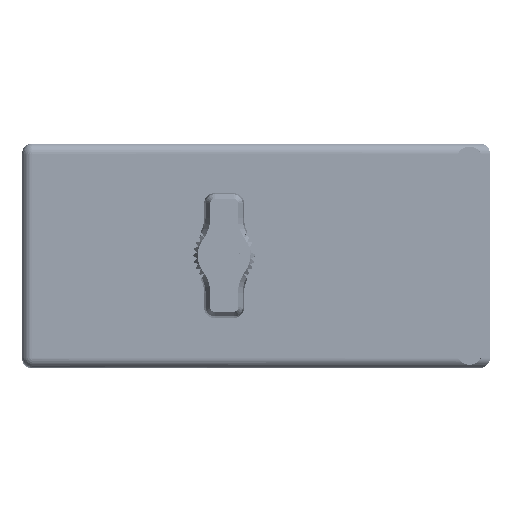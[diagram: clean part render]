
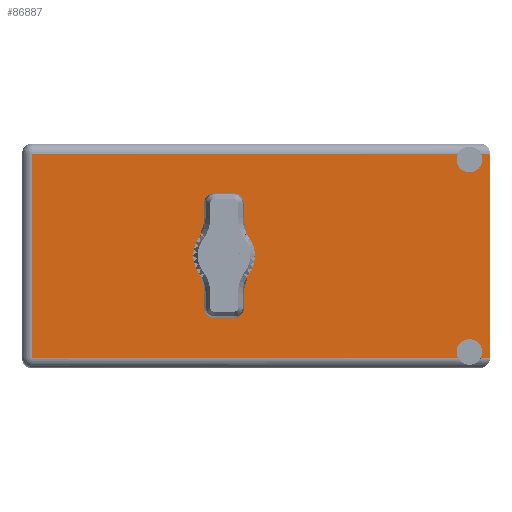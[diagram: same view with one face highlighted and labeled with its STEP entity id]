
A CAD part, top view. The second image highlights one B-rep face of the part: STEP entity #86887.
In plain terms, the highlighted face is planar.
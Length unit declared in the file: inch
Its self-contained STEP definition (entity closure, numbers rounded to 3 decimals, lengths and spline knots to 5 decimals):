
#414 = CARTESIAN_POINT ( 'NONE',  ( 1.8125, 1.93, 0.695 ) ) ;
#2106 = ORIENTED_EDGE ( 'NONE', *, *, #109322, .F. ) ;
#5762 = AXIS2_PLACEMENT_3D ( 'NONE', #39064, #21834, #111708 ) ;
#6113 = VERTEX_POINT ( 'NONE', #61106 ) ;
#8783 = CARTESIAN_POINT ( 'NONE',  ( 1.59417, 1.93, -0.695 ) ) ;
#8794 = VECTOR ( 'NONE', #17831, 39.37008 ) ;
#9996 = ORIENTED_EDGE ( 'NONE', *, *, #88452, .T. ) ;
#10050 = DIRECTION ( 'NONE',  ( 0., 0., 1. ) ) ;
#10211 = DIRECTION ( 'NONE',  ( 1., 0., 0. ) ) ;
#10480 = FACE_OUTER_BOUND ( 'NONE', #17713, .T. ) ;
#10980 = CIRCLE ( 'NONE', #92906, 0.17 ) ;
#11312 = DIRECTION ( 'NONE',  ( 0., 1., 0. ) ) ;
#12162 = CARTESIAN_POINT ( 'NONE',  ( 1.6725, 1.93, -0.656 ) ) ;
#15237 = VERTEX_POINT ( 'NONE', #30110 ) ;
#16113 = EDGE_CURVE ( 'NONE', #72345, #15237, #81000, .T. ) ;
#16243 = VERTEX_POINT ( 'NONE', #8783 ) ;
#16889 = CARTESIAN_POINT ( 'NONE',  ( -1.3075, 1.93, -0.765 ) ) ;
#16978 = DIRECTION ( 'NONE',  ( 0., 1., 0. ) ) ;
#17713 = EDGE_LOOP ( 'NONE', ( #9996, #2106, #105095, #97068, #23580, #54469, #83922, #103390, #102851, #47863 ) ) ;
#17831 = DIRECTION ( 'NONE',  ( 1., 0., 0. ) ) ;
#18610 = VECTOR ( 'NONE', #52392, 39.37008 ) ;
#20906 = ORIENTED_EDGE ( 'NONE', *, *, #81843, .F. ) ;
#21834 = DIRECTION ( 'NONE',  ( 0., 1., 0. ) ) ;
#22169 = DIRECTION ( 'NONE',  ( 0., 0., 1. ) ) ;
#23000 = CARTESIAN_POINT ( 'NONE',  ( -1.3075, 1.93, -0.695 ) ) ;
#23520 = CARTESIAN_POINT ( 'NONE',  ( 0., 1.93, 0.17 ) ) ;
#23580 = ORIENTED_EDGE ( 'NONE', *, *, #26442, .F. ) ;
#24054 = VERTEX_POINT ( 'NONE', #23520 ) ;
#26266 = DIRECTION ( 'NONE',  ( 0., 1., 0. ) ) ;
#26442 = EDGE_CURVE ( 'NONE', #92157, #99391, #41377, .T. ) ;
#26662 = DIRECTION ( 'NONE',  ( 0., 0., 1. ) ) ;
#27169 = CARTESIAN_POINT ( 'NONE',  ( 1.8125, 1.93, 0.695 ) ) ;
#28085 = CARTESIAN_POINT ( 'NONE',  ( 1.8125, 1.93, 0.695 ) ) ;
#28444 = EDGE_CURVE ( 'NONE', #72345, #99391, #64681, .T. ) ;
#30110 = CARTESIAN_POINT ( 'NONE',  ( 1.6725, 1.93, 0.5685 ) ) ;
#30476 = VERTEX_POINT ( 'NONE', #97755 ) ;
#30774 = CIRCLE ( 'NONE', #46129, 0.0875 ) ;
#31744 = CARTESIAN_POINT ( 'NONE',  ( 1.75083, 1.93, 0.695 ) ) ;
#33409 = DIRECTION ( 'NONE',  ( -1., 0., 0. ) ) ;
#34721 = PLANE ( 'NONE',  #60383 ) ;
#38083 = LINE ( 'NONE', #16889, #18610 ) ;
#39064 = CARTESIAN_POINT ( 'NONE',  ( 1.6725, 1.93, 0.656 ) ) ;
#40375 = LINE ( 'NONE', #107983, #102000 ) ;
#41377 = LINE ( 'NONE', #107685, #56634 ) ;
#42883 = CARTESIAN_POINT ( 'NONE',  ( -1.3775, 1.93, -0.765 ) ) ;
#43272 = DIRECTION ( 'NONE',  ( -1., 0., 0. ) ) ;
#43884 = DIRECTION ( 'NONE',  ( 0., 0., 1. ) ) ;
#44606 = CARTESIAN_POINT ( 'NONE',  ( 1.6725, 1.93, 0.656 ) ) ;
#45272 = CARTESIAN_POINT ( 'NONE',  ( 1.59417, 1.93, 0.695 ) ) ;
#46129 = AXIS2_PLACEMENT_3D ( 'NONE', #12162, #74644, #22169 ) ;
#47863 = ORIENTED_EDGE ( 'NONE', *, *, #111579, .T. ) ;
#50947 = CARTESIAN_POINT ( 'NONE',  ( -1.3775, 1.93, -0.695 ) ) ;
#52392 = DIRECTION ( 'NONE',  ( 0., 0., 1. ) ) ;
#54391 = DIRECTION ( 'NONE',  ( -1., 0., 0. ) ) ;
#54469 = ORIENTED_EDGE ( 'NONE', *, *, #65711, .T. ) ;
#56132 = DIRECTION ( 'NONE',  ( 0., 0., 1. ) ) ;
#56523 = CARTESIAN_POINT ( 'NONE',  ( 0., 1.93, 0. ) ) ;
#56634 = VECTOR ( 'NONE', #108079, 39.37008 ) ;
#58116 = AXIS2_PLACEMENT_3D ( 'NONE', #115793, #16978, #43884 ) ;
#59073 = AXIS2_PLACEMENT_3D ( 'NONE', #44606, #26266, #26662 ) ;
#60383 = AXIS2_PLACEMENT_3D ( 'NONE', #42883, #78902, #43272 ) ;
#61106 = CARTESIAN_POINT ( 'NONE',  ( 0., 1.93, -0.17 ) ) ;
#63155 = CARTESIAN_POINT ( 'NONE',  ( 1.6725, 1.93, -0.656 ) ) ;
#64681 = LINE ( 'NONE', #28085, #109395 ) ;
#65711 = EDGE_CURVE ( 'NONE', #92157, #30476, #40375, .T. ) ;
#67906 = CIRCLE ( 'NONE', #5762, 0.0875 ) ;
#69517 = CARTESIAN_POINT ( 'NONE',  ( 1.6725, 1.93, -0.5685 ) ) ;
#70338 = LINE ( 'NONE', #50947, #102560 ) ;
#71733 = DIRECTION ( 'NONE',  ( 0., 1., 0. ) ) ;
#72345 = VERTEX_POINT ( 'NONE', #31744 ) ;
#72585 = EDGE_LOOP ( 'NONE', ( #20906, #115164 ) ) ;
#72843 = VERTEX_POINT ( 'NONE', #69517 ) ;
#74644 = DIRECTION ( 'NONE',  ( 0., 1., 0. ) ) ;
#76951 = EDGE_CURVE ( 'NONE', #16243, #106800, #70338, .T. ) ;
#77146 = EDGE_CURVE ( 'NONE', #6113, #24054, #95577, .T. ) ;
#78572 = LINE ( 'NONE', #27169, #8794 ) ;
#78902 = DIRECTION ( 'NONE',  ( 0., 1., 0. ) ) ;
#78904 = FACE_BOUND ( 'NONE', #72585, .T. ) ;
#79376 = VERTEX_POINT ( 'NONE', #45272 ) ;
#81000 = CIRCLE ( 'NONE', #59073, 0.0875 ) ;
#81843 = EDGE_CURVE ( 'NONE', #24054, #6113, #10980, .T. ) ;
#82170 = CIRCLE ( 'NONE', #114720, 0.0875 ) ;
#82541 = CARTESIAN_POINT ( 'NONE',  ( 1.8125, 1.93, -0.695 ) ) ;
#83922 = ORIENTED_EDGE ( 'NONE', *, *, #85218, .F. ) ;
#85218 = EDGE_CURVE ( 'NONE', #72843, #30476, #82170, .T. ) ;
#86204 = CARTESIAN_POINT ( 'NONE',  ( -1.3075, 1.93, 0.695 ) ) ;
#86887 = ADVANCED_FACE ( 'NONE', ( #78904, #10480 ), #34721, .T. ) ;
#88452 = EDGE_CURVE ( 'NONE', #107296, #79376, #78572, .T. ) ;
#92157 = VERTEX_POINT ( 'NONE', #82541 ) ;
#92906 = AXIS2_PLACEMENT_3D ( 'NONE', #56523, #11312, #56132 ) ;
#95577 = CIRCLE ( 'NONE', #58116, 0.17 ) ;
#97068 = ORIENTED_EDGE ( 'NONE', *, *, #28444, .T. ) ;
#97755 = CARTESIAN_POINT ( 'NONE',  ( 1.75083, 1.93, -0.695 ) ) ;
#97787 = EDGE_CURVE ( 'NONE', #16243, #72843, #30774, .T. ) ;
#99391 = VERTEX_POINT ( 'NONE', #414 ) ;
#102000 = VECTOR ( 'NONE', #54391, 39.37008 ) ;
#102560 = VECTOR ( 'NONE', #33409, 39.37008 ) ;
#102851 = ORIENTED_EDGE ( 'NONE', *, *, #76951, .T. ) ;
#103390 = ORIENTED_EDGE ( 'NONE', *, *, #97787, .F. ) ;
#105095 = ORIENTED_EDGE ( 'NONE', *, *, #16113, .F. ) ;
#106800 = VERTEX_POINT ( 'NONE', #23000 ) ;
#107296 = VERTEX_POINT ( 'NONE', #86204 ) ;
#107685 = CARTESIAN_POINT ( 'NONE',  ( 1.8125, 1.93, 0.765 ) ) ;
#107983 = CARTESIAN_POINT ( 'NONE',  ( -1.3775, 1.93, -0.695 ) ) ;
#108079 = DIRECTION ( 'NONE',  ( 0., 0., 1. ) ) ;
#109322 = EDGE_CURVE ( 'NONE', #15237, #79376, #67906, .T. ) ;
#109395 = VECTOR ( 'NONE', #10211, 39.37008 ) ;
#111579 = EDGE_CURVE ( 'NONE', #106800, #107296, #38083, .T. ) ;
#111708 = DIRECTION ( 'NONE',  ( 0., 0., 1. ) ) ;
#114720 = AXIS2_PLACEMENT_3D ( 'NONE', #63155, #71733, #10050 ) ;
#115164 = ORIENTED_EDGE ( 'NONE', *, *, #77146, .F. ) ;
#115793 = CARTESIAN_POINT ( 'NONE',  ( 0., 1.93, 0. ) ) ;
